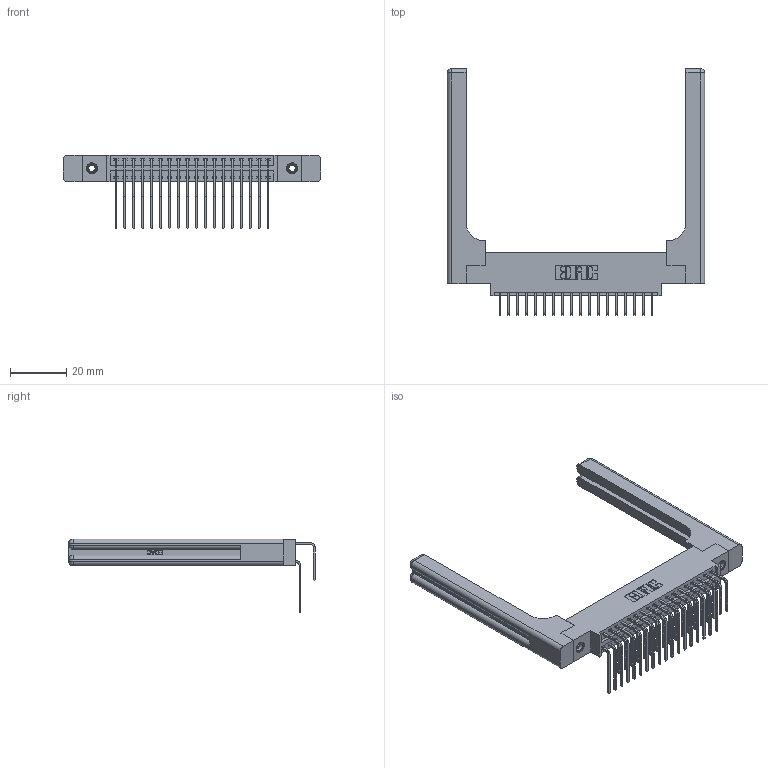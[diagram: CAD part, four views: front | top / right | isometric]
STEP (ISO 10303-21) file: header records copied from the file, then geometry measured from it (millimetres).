
FILE_DESCRIPTION (( 'STEP AP203' ), '1' );
FILE_NAME ('346-036-558-858.STEP', '2022-05-19T22:23:46', ( '' ), ( '' ), 'SwSTEP 2.0', 'SolidWorks 2020', '' );
FILE_SCHEMA (( 'CONFIG_CONTROL_DESIGN' ));
Length unit declared in the file: inch
Products named in the file (6): 345-292-001_558 Tail - 2; 345-292-001_558 559 Tail - 1; 346 Part_0.170 Offset - 0.156 Dia-TH; 346-220-058_345-220-058; 346-036-558-858; 345-250-001_345-250-001-102
Assembly tree (41 placements, depth 2):
  346-036-558-858
    346 Part_0.170 Offset - 0.156 Dia-TH
    345-292-001_558 559 Tail - 1  x18
    345-292-001_558 Tail - 2  x18
    345-250-001_345-250-001-102  x2
    346-220-058_345-220-058  x2
Bounding box: 91.21 x 87.44 x 26.16 mm (x, y, z)
Volume: 16237.1 mm3; surface area: 17823.6 mm2
Topology: 41 solids, 41 shells, 2340 faces, 6839 edges, 4490 vertices
Faces by surface type: plane 1574, cylinder 706, bspline 36, cone 12, sphere 8, torus 4
Entity records: 22492 total; most frequent: CARTESIAN_POINT 4806, ORIENTED_EDGE 3484, DIRECTION 3190, EDGE_CURVE 1742, VECTOR 1406, LINE 1406, VERTEX_POINT 1150, AXIS2_PLACEMENT_3D 892
